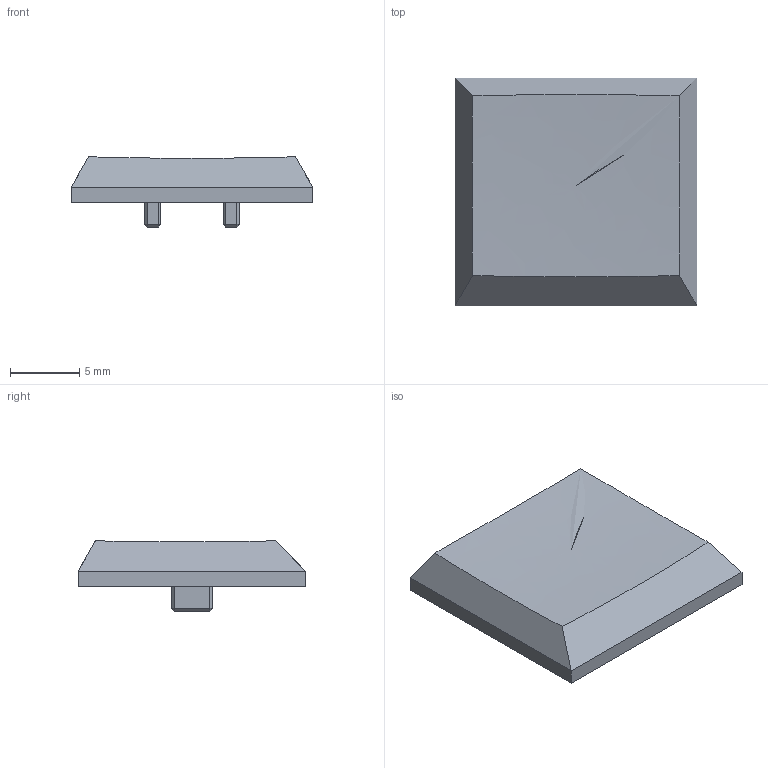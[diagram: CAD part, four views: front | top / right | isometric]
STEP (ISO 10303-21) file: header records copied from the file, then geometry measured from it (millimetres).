
FILE_DESCRIPTION(/* description */ (''),/* implementation_level */ '2;1');
FILE_NAME(/* name */ 'Kailh LP Choc PC Keycap.step',/* time_stamp */ '2021-03-11T14:17:39+09:00',/* author */ (''),/* organization */ (''),/* preprocessor_version */ 'ST-DEVELOPER v18.1',/* originating_system */ 'Autodesk Translation Framework v9.10.0.1330',/* authorisation */ '');
FILE_SCHEMA (('AUTOMOTIVE_DESIGN { 1 0 10303 214 3 1 1 }'));
Length unit declared in the file: millimetre
Products named in the file (1): Kailh LP Choc PC Keycap
Bounding box: 17.5 x 16.5 x 5.1 mm (x, y, z)
Volume: 307.4 mm3; surface area: 899.7 mm2
Topology: 1 solids, 1 shells, 88 faces, 215 edges, 129 vertices
Faces by surface type: plane 86, bspline 2
Entity records: 2839 total; most frequent: CARTESIAN_POINT 866, ORIENTED_EDGE 428, DIRECTION 340, EDGE_CURVE 214, LINE 166, VECTOR 166, VERTEX_POINT 129, EDGE_LOOP 89
